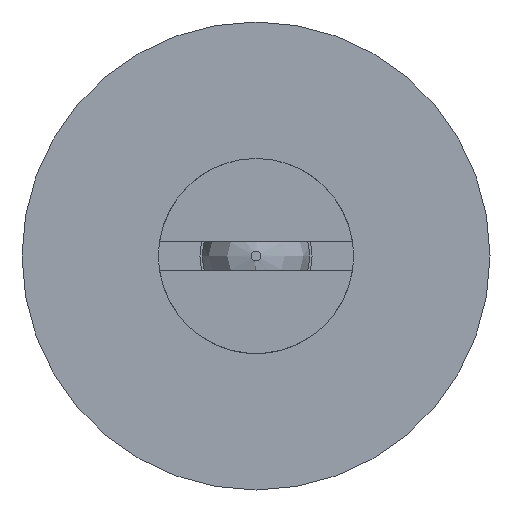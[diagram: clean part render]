
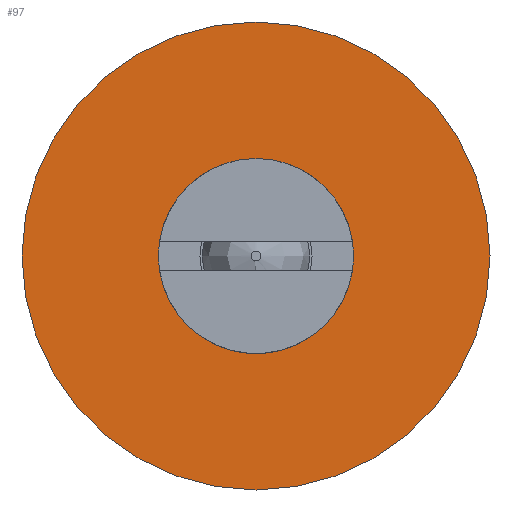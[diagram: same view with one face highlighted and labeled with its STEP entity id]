
A CAD part, front view. The second image highlights one B-rep face of the part: STEP entity #97.
In plain terms, the highlighted planar face has unit normal (0, -1, 0).
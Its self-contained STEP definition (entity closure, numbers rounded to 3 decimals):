
#97 = ADVANCED_FACE( '', ( #178, #179 ), #180, .T. );
#178 = FACE_BOUND( '', #292, .T. );
#179 = FACE_OUTER_BOUND( '', #293, .T. );
#180 = PLANE( '', #294 );
#292 = EDGE_LOOP( '', ( #380 ) );
#293 = EDGE_LOOP( '', ( #381 ) );
#294 = AXIS2_PLACEMENT_3D( '', #382, #383, #384 );
#380 = ORIENTED_EDGE( '', *, *, #502, .T. );
#381 = ORIENTED_EDGE( '', *, *, #503, .F. );
#382 = CARTESIAN_POINT( '', ( 2.4, 5., 0. ) );
#383 = DIRECTION( '', ( 0., -1., 0. ) );
#384 = DIRECTION( '', ( 0., 0., -1. ) );
#502 = EDGE_CURVE( '', #567, #567, #568, .T. );
#503 = EDGE_CURVE( '', #569, #569, #570, .T. );
#567 = VERTEX_POINT( '', #665 );
#568 = CIRCLE( '', #666, 1. );
#569 = VERTEX_POINT( '', #667 );
#570 = CIRCLE( '', #668, 2.4 );
#665 = CARTESIAN_POINT( '', ( 0., 5., 1. ) );
#666 = AXIS2_PLACEMENT_3D( '', #752, #753, #754 );
#667 = CARTESIAN_POINT( '', ( 0., 5., 2.4 ) );
#668 = AXIS2_PLACEMENT_3D( '', #755, #756, #757 );
#752 = CARTESIAN_POINT( '', ( 0., 5., 0. ) );
#753 = DIRECTION( '', ( 0., 1., 0. ) );
#754 = DIRECTION( '', ( 0., 0., 1. ) );
#755 = CARTESIAN_POINT( '', ( 0., 5., 0. ) );
#756 = DIRECTION( '', ( 0., 1., 0. ) );
#757 = DIRECTION( '', ( 0., 0., 1. ) );
